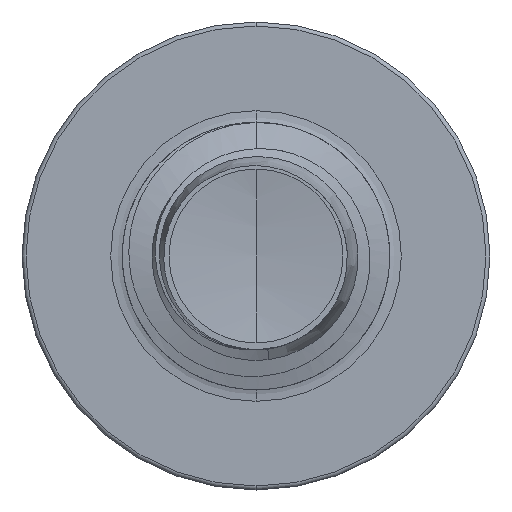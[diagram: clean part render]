
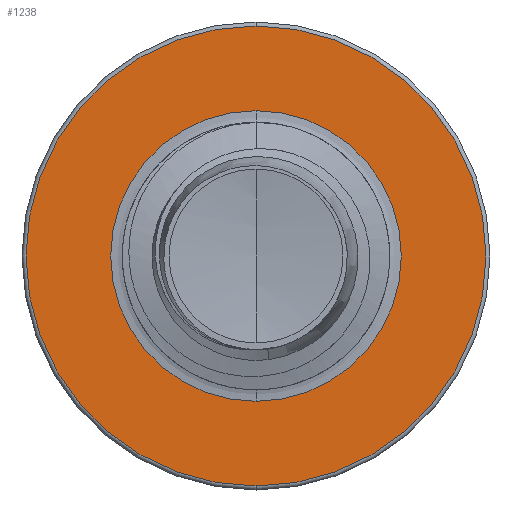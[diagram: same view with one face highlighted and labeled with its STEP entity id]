
A CAD part, front view. The second image highlights one B-rep face of the part: STEP entity #1238.
In plain terms, the highlighted planar face has unit normal (0, -1, 0).
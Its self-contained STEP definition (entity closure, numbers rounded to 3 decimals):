
#90 = ORIENTED_EDGE ( 'NONE', *, *, #15200, .F. ) ;
#297 = DIRECTION ( 'NONE',  ( 0., 1., 0. ) ) ;
#1238 = ADVANCED_FACE ( 'NONE', ( #12639, #16267 ), #16170, .F. ) ;
#1339 = DIRECTION ( 'NONE',  ( 0., 0., 1. ) ) ;
#1560 = DIRECTION ( 'NONE',  ( 0., 1., 0. ) ) ;
#1718 = VERTEX_POINT ( 'NONE', #16735 ) ;
#1861 = CIRCLE ( 'NONE', #6970, 2.174 ) ;
#3220 = EDGE_CURVE ( 'NONE', #8307, #9734, #1861, .T. ) ;
#3374 = ORIENTED_EDGE ( 'NONE', *, *, #3220, .T. ) ;
#3548 = CARTESIAN_POINT ( 'NONE',  ( 0., 6., 0. ) ) ;
#3833 = AXIS2_PLACEMENT_3D ( 'NONE', #9589, #1560, #10963 ) ;
#4072 = EDGE_LOOP ( 'NONE', ( #14431, #90 ) ) ;
#4502 = CIRCLE ( 'NONE', #3833, 3.44 ) ;
#4560 = CARTESIAN_POINT ( 'NONE',  ( 0., 6., -2.174 ) ) ;
#4693 = CARTESIAN_POINT ( 'NONE',  ( 0., 6., 0. ) ) ;
#4744 = CARTESIAN_POINT ( 'NONE',  ( 0., 6., 3.44 ) ) ;
#4900 = DIRECTION ( 'NONE',  ( 0., 0., 1. ) ) ;
#5059 = EDGE_CURVE ( 'NONE', #9734, #8307, #17499, .T. ) ;
#6030 = DIRECTION ( 'NONE',  ( 0., 0., 1. ) ) ;
#6970 = AXIS2_PLACEMENT_3D ( 'NONE', #3548, #13033, #4900 ) ;
#7070 = AXIS2_PLACEMENT_3D ( 'NONE', #8138, #9358, #1339 ) ;
#7843 = CARTESIAN_POINT ( 'NONE',  ( 0., 6., 2.174 ) ) ;
#8138 = CARTESIAN_POINT ( 'NONE',  ( 0., 6., -2.174 ) ) ;
#8295 = CARTESIAN_POINT ( 'NONE',  ( 0., 6., 0. ) ) ;
#8307 = VERTEX_POINT ( 'NONE', #4560 ) ;
#8618 = AXIS2_PLACEMENT_3D ( 'NONE', #4693, #14217, #6030 ) ;
#8668 = CIRCLE ( 'NONE', #8618, 3.44 ) ;
#9358 = DIRECTION ( 'NONE',  ( 0., 1., 0. ) ) ;
#9589 = CARTESIAN_POINT ( 'NONE',  ( 0., 6., 0. ) ) ;
#9651 = DIRECTION ( 'NONE',  ( 0., 0., 1. ) ) ;
#9734 = VERTEX_POINT ( 'NONE', #7843 ) ;
#10963 = DIRECTION ( 'NONE',  ( 0., 0., 1. ) ) ;
#11847 = EDGE_CURVE ( 'NONE', #12467, #1718, #4502, .T. ) ;
#12467 = VERTEX_POINT ( 'NONE', #4744 ) ;
#12639 = FACE_OUTER_BOUND ( 'NONE', #4072, .T. ) ;
#13033 = DIRECTION ( 'NONE',  ( 0., 1., 0. ) ) ;
#13283 = AXIS2_PLACEMENT_3D ( 'NONE', #8295, #297, #9651 ) ;
#13929 = ORIENTED_EDGE ( 'NONE', *, *, #5059, .T. ) ;
#14217 = DIRECTION ( 'NONE',  ( 0., 1., 0. ) ) ;
#14431 = ORIENTED_EDGE ( 'NONE', *, *, #11847, .F. ) ;
#15200 = EDGE_CURVE ( 'NONE', #1718, #12467, #8668, .T. ) ;
#15890 = EDGE_LOOP ( 'NONE', ( #13929, #3374 ) ) ;
#16170 = PLANE ( 'NONE',  #7070 ) ;
#16267 = FACE_BOUND ( 'NONE', #15890, .T. ) ;
#16735 = CARTESIAN_POINT ( 'NONE',  ( 0., 6., -3.44 ) ) ;
#17499 = CIRCLE ( 'NONE', #13283, 2.174 ) ;
